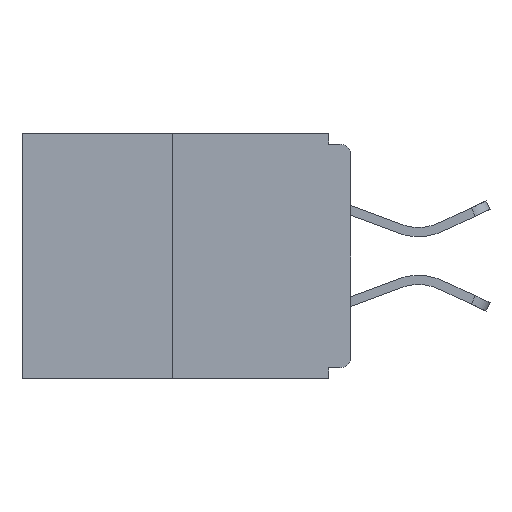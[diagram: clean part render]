
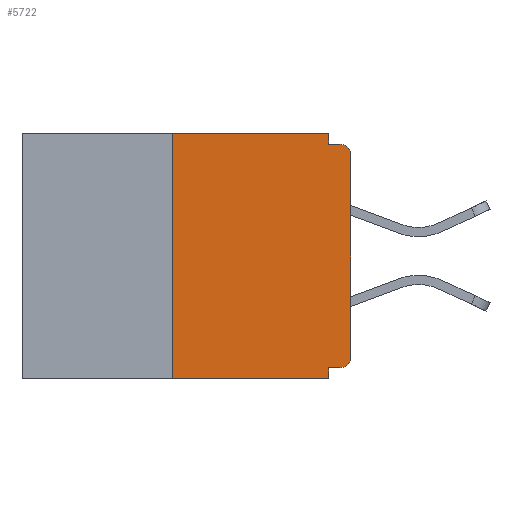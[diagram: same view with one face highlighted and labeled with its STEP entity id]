
A CAD part, left-side view. The second image highlights one B-rep face of the part: STEP entity #5722.
In plain terms, the highlighted planar face has unit normal (-1, 0, 0).
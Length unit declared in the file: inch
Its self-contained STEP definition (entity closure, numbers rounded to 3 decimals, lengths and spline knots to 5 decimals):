
#256 = CARTESIAN_POINT ( 'NONE',  ( 0., 0.015, -0.313 ) ) ;
#769 = VECTOR ( 'NONE', #17051, 39.37008 ) ;
#1531 = AXIS2_PLACEMENT_3D ( 'NONE', #256, #14610, #18345 ) ;
#1810 = DIRECTION ( 'NONE',  ( 0., 0., -1. ) ) ;
#1918 = VERTEX_POINT ( 'NONE', #19268 ) ;
#2621 = CARTESIAN_POINT ( 'NONE',  ( 0., 0.031, -0.015 ) ) ;
#2688 = EDGE_CURVE ( 'NONE', #1918, #19654, #11684, .T. ) ;
#2706 = ORIENTED_EDGE ( 'NONE', *, *, #21663, .F. ) ;
#3001 = VECTOR ( 'NONE', #23107, 39.37008 ) ;
#3132 = PLANE ( 'NONE',  #16323 ) ;
#3236 = LINE ( 'NONE', #19331, #22435 ) ;
#3291 = EDGE_CURVE ( 'NONE', #10087, #19651, #23590, .T. ) ;
#3609 = LINE ( 'NONE', #21462, #3001 ) ;
#4100 = CARTESIAN_POINT ( 'NONE',  ( 0., 0.46, -0.343 ) ) ;
#4388 = EDGE_CURVE ( 'NONE', #1918, #23643, #3236, .T. ) ;
#4446 = CARTESIAN_POINT ( 'NONE',  ( 0., 0.031, 0. ) ) ;
#4608 = DIRECTION ( 'NONE',  ( 0., 1., 0. ) ) ;
#5708 = LINE ( 'NONE', #17838, #10922 ) ;
#5720 = CARTESIAN_POINT ( 'NONE',  ( 0., 0.25, 0. ) ) ;
#5722 = ADVANCED_FACE ( 'NONE', ( #6084 ), #3132, .F. ) ;
#5746 = CARTESIAN_POINT ( 'NONE',  ( 0., 0., -0.015 ) ) ;
#6018 = VERTEX_POINT ( 'NONE', #20594 ) ;
#6084 = FACE_OUTER_BOUND ( 'NONE', #10573, .T. ) ;
#6308 = ORIENTED_EDGE ( 'NONE', *, *, #2688, .T. ) ;
#6852 = ORIENTED_EDGE ( 'NONE', *, *, #4388, .F. ) ;
#7344 = DIRECTION ( 'NONE',  ( 1., 0., 0. ) ) ;
#7812 = VERTEX_POINT ( 'NONE', #4446 ) ;
#7912 = EDGE_CURVE ( 'NONE', #16997, #18793, #15506, .T. ) ;
#8499 = DIRECTION ( 'NONE',  ( 0., 0., -1. ) ) ;
#8677 = ORIENTED_EDGE ( 'NONE', *, *, #7912, .F. ) ;
#8991 = ORIENTED_EDGE ( 'NONE', *, *, #21733, .F. ) ;
#9263 = VECTOR ( 'NONE', #21734, 39.37008 ) ;
#10087 = VERTEX_POINT ( 'NONE', #2621 ) ;
#10233 = ORIENTED_EDGE ( 'NONE', *, *, #13589, .T. ) ;
#10470 = CIRCLE ( 'NONE', #12728, 0.015 ) ;
#10573 = EDGE_LOOP ( 'NONE', ( #21441, #8677, #10233, #2706, #6852, #6308, #15249, #23732, #21652, #8991 ) ) ;
#10922 = VECTOR ( 'NONE', #8499, 39.37008 ) ;
#11326 = DIRECTION ( 'NONE',  ( 0., -1., 0. ) ) ;
#11510 = VECTOR ( 'NONE', #11719, 39.37008 ) ;
#11684 = CIRCLE ( 'NONE', #1531, 0.015 ) ;
#11701 = VECTOR ( 'NONE', #11326, 39.37008 ) ;
#11719 = DIRECTION ( 'NONE',  ( 0., 0., -1. ) ) ;
#12286 = VECTOR ( 'NONE', #19795, 39.37008 ) ;
#12311 = CARTESIAN_POINT ( 'NONE',  ( 0., 0.031, -0.328 ) ) ;
#12531 = DIRECTION ( 'NONE',  ( 0., 0., -1. ) ) ;
#12728 = AXIS2_PLACEMENT_3D ( 'NONE', #15888, #14307, #12531 ) ;
#13589 = EDGE_CURVE ( 'NONE', #16997, #6018, #21928, .T. ) ;
#13830 = CARTESIAN_POINT ( 'NONE',  ( 0., 0., -0.313 ) ) ;
#14307 = DIRECTION ( 'NONE',  ( -1., 0., 0. ) ) ;
#14498 = CARTESIAN_POINT ( 'NONE',  ( 0., 0.25, 0. ) ) ;
#14610 = DIRECTION ( 'NONE',  ( -1., 0., 0. ) ) ;
#15249 = ORIENTED_EDGE ( 'NONE', *, *, #22891, .T. ) ;
#15506 = LINE ( 'NONE', #14498, #12286 ) ;
#15664 = CARTESIAN_POINT ( 'NONE',  ( 0., 0.031, -0.343 ) ) ;
#15888 = CARTESIAN_POINT ( 'NONE',  ( 0., 0.015, -0.03 ) ) ;
#16323 = AXIS2_PLACEMENT_3D ( 'NONE', #23857, #7344, #1810 ) ;
#16997 = VERTEX_POINT ( 'NONE', #19235 ) ;
#17051 = DIRECTION ( 'NONE',  ( 0., -1., 0. ) ) ;
#17797 = CARTESIAN_POINT ( 'NONE',  ( 0., 0., -0.03 ) ) ;
#17838 = CARTESIAN_POINT ( 'NONE',  ( 0., 0.031, 0. ) ) ;
#17896 = LINE ( 'NONE', #19836, #9263 ) ;
#17928 = EDGE_CURVE ( 'NONE', #19520, #19651, #10470, .T. ) ;
#18345 = DIRECTION ( 'NONE',  ( 0., 0., -1. ) ) ;
#18793 = VERTEX_POINT ( 'NONE', #5720 ) ;
#19235 = CARTESIAN_POINT ( 'NONE',  ( 0., 0.25, -0.343 ) ) ;
#19268 = CARTESIAN_POINT ( 'NONE',  ( 0., 0.015, -0.328 ) ) ;
#19331 = CARTESIAN_POINT ( 'NONE',  ( 0., 0., -0.328 ) ) ;
#19520 = VERTEX_POINT ( 'NONE', #17797 ) ;
#19651 = VERTEX_POINT ( 'NONE', #21268 ) ;
#19654 = VERTEX_POINT ( 'NONE', #13830 ) ;
#19706 = EDGE_CURVE ( 'NONE', #18793, #7812, #17896, .T. ) ;
#19795 = DIRECTION ( 'NONE',  ( 0., 0., 1. ) ) ;
#19836 = CARTESIAN_POINT ( 'NONE',  ( 0., 0.46, 0. ) ) ;
#20500 = LINE ( 'NONE', #15664, #11510 ) ;
#20594 = CARTESIAN_POINT ( 'NONE',  ( 0., 0.031, -0.343 ) ) ;
#21268 = CARTESIAN_POINT ( 'NONE',  ( 0., 0.015, -0.015 ) ) ;
#21441 = ORIENTED_EDGE ( 'NONE', *, *, #19706, .F. ) ;
#21462 = CARTESIAN_POINT ( 'NONE',  ( 0., 0., 0. ) ) ;
#21652 = ORIENTED_EDGE ( 'NONE', *, *, #3291, .F. ) ;
#21663 = EDGE_CURVE ( 'NONE', #23643, #6018, #20500, .T. ) ;
#21733 = EDGE_CURVE ( 'NONE', #7812, #10087, #5708, .T. ) ;
#21734 = DIRECTION ( 'NONE',  ( 0., -1., 0. ) ) ;
#21928 = LINE ( 'NONE', #4100, #769 ) ;
#22435 = VECTOR ( 'NONE', #4608, 39.37008 ) ;
#22891 = EDGE_CURVE ( 'NONE', #19654, #19520, #3609, .T. ) ;
#23107 = DIRECTION ( 'NONE',  ( 0., 0., 1. ) ) ;
#23590 = LINE ( 'NONE', #5746, #11701 ) ;
#23643 = VERTEX_POINT ( 'NONE', #12311 ) ;
#23732 = ORIENTED_EDGE ( 'NONE', *, *, #17928, .T. ) ;
#23857 = CARTESIAN_POINT ( 'NONE',  ( 0., 0.46, 0. ) ) ;
